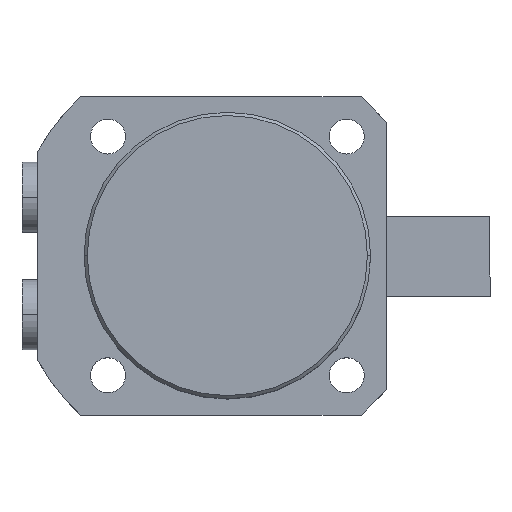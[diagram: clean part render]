
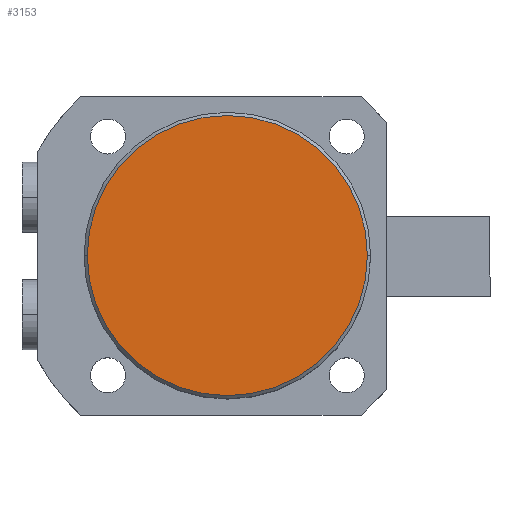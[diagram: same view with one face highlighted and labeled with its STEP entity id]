
A CAD part, top view. The second image highlights one B-rep face of the part: STEP entity #3153.
In plain terms, the highlighted planar face has unit normal (0, 0, 1).
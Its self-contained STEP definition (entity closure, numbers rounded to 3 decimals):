
#157 = ORIENTED_EDGE ( 'NONE', *, *, #2891, .T. ) ;
#635 = ORIENTED_EDGE ( 'NONE', *, *, #2829, .T. ) ;
#2304 = EDGE_LOOP ( 'NONE', ( #635, #157 ) ) ;
#2829 = EDGE_CURVE ( 'NONE', #7943, #10223, #9625, .T. ) ;
#2891 = EDGE_CURVE ( 'NONE', #10223, #7943, #5028, .T. ) ;
#3153 = ADVANCED_FACE ( 'NONE', ( #8712 ), #6212, .T. ) ;
#4203 = AXIS2_PLACEMENT_3D ( 'NONE', #10472, #10435, #10404 ) ;
#4745 = AXIS2_PLACEMENT_3D ( 'NONE', #9679, #9612, #9581 ) ;
#5028 = CIRCLE ( 'NONE', #4745, 44. ) ;
#5638 = AXIS2_PLACEMENT_3D ( 'NONE', #6312, #6143, #6104 ) ;
#6104 = DIRECTION ( 'NONE',  ( 1., 0., 0. ) ) ;
#6143 = DIRECTION ( 'NONE',  ( 0., 0., 1. ) ) ;
#6212 = PLANE ( 'NONE',  #5638 ) ;
#6312 = CARTESIAN_POINT ( 'NONE',  ( 0., 0., 81. ) ) ;
#7943 = VERTEX_POINT ( 'NONE', #9156 ) ;
#8712 = FACE_OUTER_BOUND ( 'NONE', #2304, .T. ) ;
#9156 = CARTESIAN_POINT ( 'NONE',  ( -44., 0., 81. ) ) ;
#9581 = DIRECTION ( 'NONE',  ( 1., 0., 0. ) ) ;
#9612 = DIRECTION ( 'NONE',  ( 0., 0., 1. ) ) ;
#9625 = CIRCLE ( 'NONE', #4203, 44. ) ;
#9679 = CARTESIAN_POINT ( 'NONE',  ( 0., 0., 81. ) ) ;
#10223 = VERTEX_POINT ( 'NONE', #10318 ) ;
#10318 = CARTESIAN_POINT ( 'NONE',  ( 44., 0., 81. ) ) ;
#10404 = DIRECTION ( 'NONE',  ( 1., 0., 0. ) ) ;
#10435 = DIRECTION ( 'NONE',  ( 0., 0., 1. ) ) ;
#10472 = CARTESIAN_POINT ( 'NONE',  ( 0., 0., 81. ) ) ;
